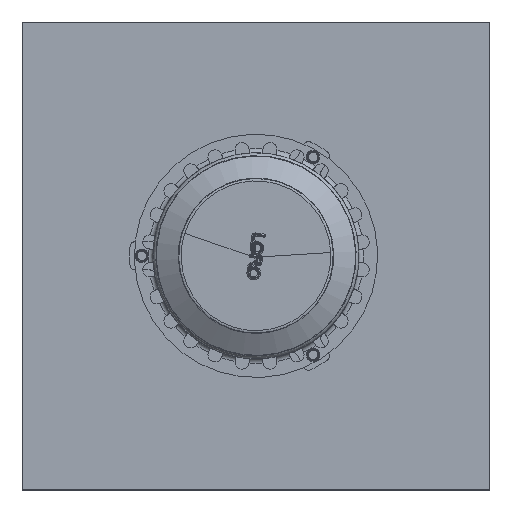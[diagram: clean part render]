
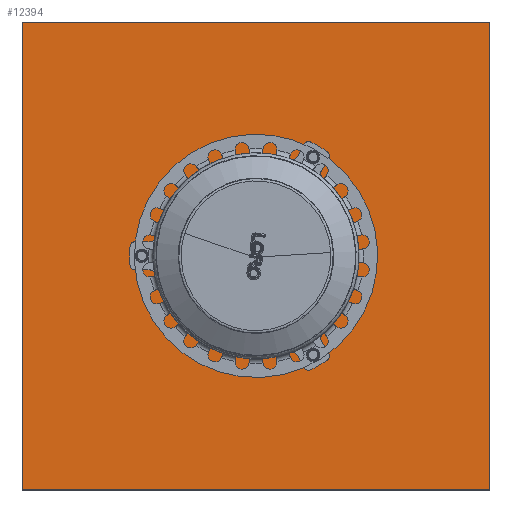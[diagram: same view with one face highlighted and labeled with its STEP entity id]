
A CAD part, top view. The second image highlights one B-rep face of the part: STEP entity #12394.
In plain terms, the highlighted planar face has unit normal (0, 0, 1).
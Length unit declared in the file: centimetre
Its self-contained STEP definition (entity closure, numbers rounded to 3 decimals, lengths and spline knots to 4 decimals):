
#473=FACE_BOUND('',#3286,.T.);
#575=PLANE('',#13209);
#987=LINE('',#18964,#1677);
#992=LINE('',#18974,#1682);
#993=LINE('',#18976,#1683);
#994=LINE('',#18977,#1684);
#1677=VECTOR('',#14965,1.);
#1682=VECTOR('',#14974,1.);
#1683=VECTOR('',#14975,1.);
#1684=VECTOR('',#14976,1.);
#2540=FACE_OUTER_BOUND('',#3285,.T.);
#3285=EDGE_LOOP('',(#8366,#8367,#8368,#8369));
#3286=EDGE_LOOP('',(#8370));
#4148=CIRCLE('',#13205,64.3137);
#5039=VERTEX_POINT('',#18954);
#5042=VERTEX_POINT('',#18961);
#5043=VERTEX_POINT('',#18963);
#5046=VERTEX_POINT('',#18973);
#5047=VERTEX_POINT('',#18975);
#6318=EDGE_CURVE('',#5039,#5039,#4148,.T.);
#6322=EDGE_CURVE('',#5043,#5042,#987,.T.);
#6327=EDGE_CURVE('',#5043,#5046,#992,.T.);
#6328=EDGE_CURVE('',#5047,#5042,#993,.T.);
#6329=EDGE_CURVE('',#5046,#5047,#994,.T.);
#8366=ORIENTED_EDGE('',*,*,#6327,.F.);
#8367=ORIENTED_EDGE('',*,*,#6322,.T.);
#8368=ORIENTED_EDGE('',*,*,#6328,.F.);
#8369=ORIENTED_EDGE('',*,*,#6329,.F.);
#8370=ORIENTED_EDGE('',*,*,#6318,.T.);
#12394=ADVANCED_FACE('',(#2540,#473),#575,.F.);
#13205=AXIS2_PLACEMENT_3D('',#18955,#14957,#14958);
#13209=AXIS2_PLACEMENT_3D('',#18972,#14972,#14973);
#14957=DIRECTION('center_axis',(0.,0.,-1.));
#14958=DIRECTION('ref_axis',(1.,0.,0.));
#14965=DIRECTION('',(0.,-1.,0.));
#14972=DIRECTION('center_axis',(0.,0.,-1.));
#14973=DIRECTION('ref_axis',(0.,-1.,0.));
#14974=DIRECTION('',(1.,0.,0.));
#14975=DIRECTION('',(-1.,0.,0.));
#14976=DIRECTION('',(0.,-1.,0.));
#18954=CARTESIAN_POINT('',(0.,-64.3137,329.));
#18955=CARTESIAN_POINT('Origin',(0.,0.,
329.));
#18961=CARTESIAN_POINT('',(-250.,-250.,329.));
#18963=CARTESIAN_POINT('',(-250.,250.,329.));
#18964=CARTESIAN_POINT('',(-250.,0.,329.));
#18972=CARTESIAN_POINT('Origin',(0.,0.,
329.));
#18973=CARTESIAN_POINT('',(250.,250.,329.));
#18974=CARTESIAN_POINT('',(0.,250.,329.));
#18975=CARTESIAN_POINT('',(250.,-250.,329.));
#18976=CARTESIAN_POINT('',(0.,-250.,329.));
#18977=CARTESIAN_POINT('',(250.,0.,329.));
